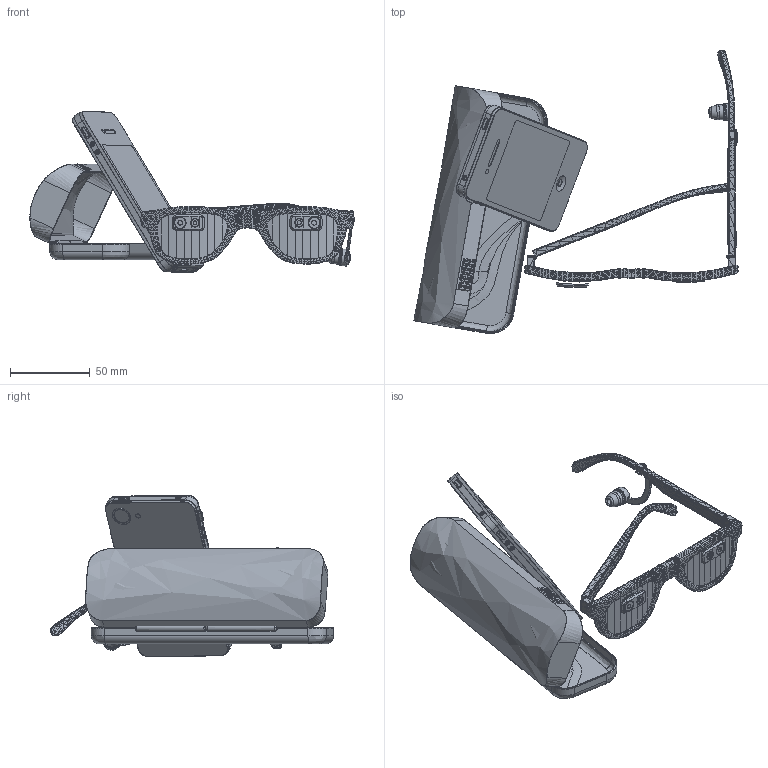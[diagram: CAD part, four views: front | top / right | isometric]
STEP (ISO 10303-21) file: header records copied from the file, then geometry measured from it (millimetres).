
FILE_DESCRIPTION(('FreeCAD Model'),'2;1');
FILE_NAME('Open CASCADE Shape Model','2025-04-27T20:49:44',('FreeCAD'),( 'FreeCAD'),'Open CASCADE STEP processor 7.6','FreeCAD','Unknown');
FILE_SCHEMA(('AUTOMOTIVE_DESIGN { 1 0 10303 214 1 1 1 1 }'));
Products named in the file (1): Open CASCADE STEP translator 7.6 1
Bounding box: 203.74 x 178.07 x 101.35 mm (x, y, z)
Volume: 83549.5 mm3; surface area: 143499.3 mm2
Topology: 81 solids, 81 shells, 11515 faces, 20061 edges, 8754 vertices
Faces by surface type: bspline 11515
Entity records: 242656 total; most frequent: CARTESIAN_POINT 108949, ORIENTED_EDGE 40098, EDGE_CURVE 20049, B_SPLINE_CURVE_WITH_KNOTS 18808, FACE_BOUND 11659, EDGE_LOOP 11655, ADVANCED_FACE 11515, B_SPLINE_SURFACE_WITH_KNOTS 10992
